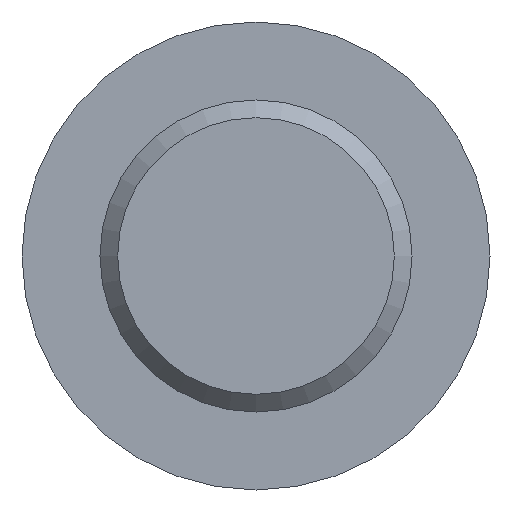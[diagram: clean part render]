
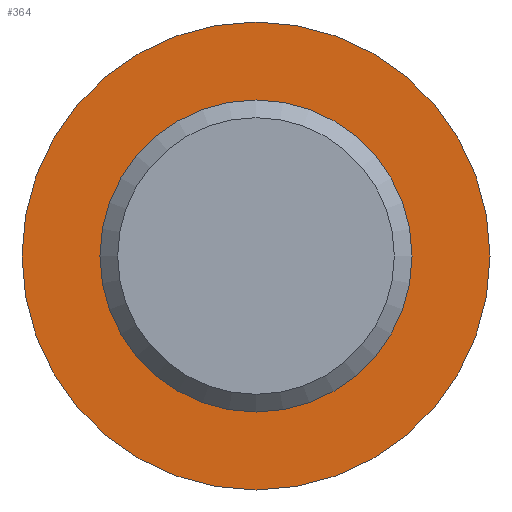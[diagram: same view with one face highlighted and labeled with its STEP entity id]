
A CAD part, front view. The second image highlights one B-rep face of the part: STEP entity #364.
In plain terms, the highlighted planar face has unit normal (0, -1, 0).
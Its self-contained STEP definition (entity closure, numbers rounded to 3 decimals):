
#28 = CARTESIAN_POINT ( 'NONE',  ( -11., 60., 0. ) ) ;
#32 = CIRCLE ( 'NONE', #436, 11. ) ;
#96 = ORIENTED_EDGE ( 'NONE', *, *, #488, .T. ) ;
#114 = DIRECTION ( 'NONE',  ( 0., -1., 0. ) ) ;
#186 = AXIS2_PLACEMENT_3D ( 'NONE', #28, #237, #482 ) ;
#202 = FACE_OUTER_BOUND ( 'NONE', #281, .T. ) ;
#237 = DIRECTION ( 'NONE',  ( 0., 1., 0. ) ) ;
#257 = DIRECTION ( 'NONE',  ( 0., -1., 0. ) ) ;
#279 = EDGE_CURVE ( 'NONE', #353, #353, #32, .T. ) ;
#281 = EDGE_LOOP ( 'NONE', ( #96 ) ) ;
#295 = AXIS2_PLACEMENT_3D ( 'NONE', #358, #114, #322 ) ;
#296 = EDGE_LOOP ( 'NONE', ( #445 ) ) ;
#310 = VERTEX_POINT ( 'NONE', #422 ) ;
#322 = DIRECTION ( 'NONE',  ( 0., 0., -1. ) ) ;
#336 = CARTESIAN_POINT ( 'NONE',  ( 0., 60., 0. ) ) ;
#353 = VERTEX_POINT ( 'NONE', #368 ) ;
#358 = CARTESIAN_POINT ( 'NONE',  ( 0., 60., 0. ) ) ;
#364 = ADVANCED_FACE ( 'NONE', ( #390, #202 ), #441, .F. ) ;
#367 = CIRCLE ( 'NONE', #295, 16.5 ) ;
#368 = CARTESIAN_POINT ( 'NONE',  ( 0., 60., -11. ) ) ;
#390 = FACE_BOUND ( 'NONE', #296, .T. ) ;
#418 = DIRECTION ( 'NONE',  ( 0., 0., -1. ) ) ;
#422 = CARTESIAN_POINT ( 'NONE',  ( 0., 60., -16.5 ) ) ;
#436 = AXIS2_PLACEMENT_3D ( 'NONE', #336, #257, #418 ) ;
#441 = PLANE ( 'NONE',  #186 ) ;
#445 = ORIENTED_EDGE ( 'NONE', *, *, #279, .F. ) ;
#482 = DIRECTION ( 'NONE',  ( 0., 0., 1. ) ) ;
#488 = EDGE_CURVE ( 'NONE', #310, #310, #367, .T. ) ;
